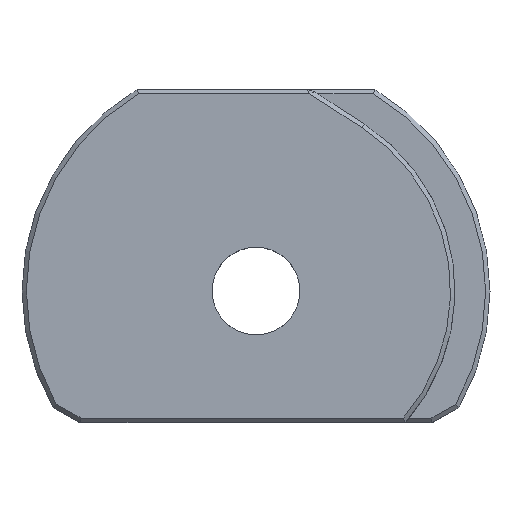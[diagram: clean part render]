
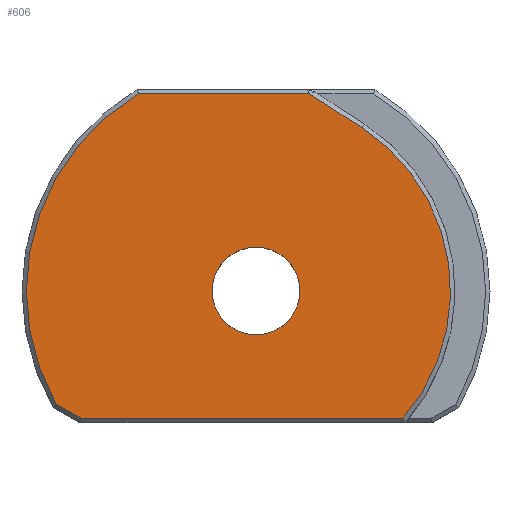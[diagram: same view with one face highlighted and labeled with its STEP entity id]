
A CAD part, top view. The second image highlights one B-rep face of the part: STEP entity #606.
In plain terms, the highlighted planar face has unit normal (0, 0, 1).
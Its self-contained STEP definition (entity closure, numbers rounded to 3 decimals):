
#103=FACE_BOUND('',#191,.T.);
#128=PLANE('',#674);
#158=FACE_OUTER_BOUND('',#190,.T.);
#190=EDGE_LOOP('',(#544,#545,#546,#547,#548,#549));
#191=EDGE_LOOP('',(#550));
#236=LINE('',#1046,#281);
#238=LINE('',#1050,#283);
#242=LINE('',#1062,#287);
#243=LINE('',#1067,#288);
#281=VECTOR('',#788,10.);
#283=VECTOR('',#792,10.);
#287=VECTOR('',#798,10.);
#288=VECTOR('',#807,10.);
#308=CIRCLE('',#659,26.2);
#309=CIRCLE('',#665,22.2);
#312=CIRCLE('',#675,5.);
#349=VERTEX_POINT('',#1027);
#350=VERTEX_POINT('',#1028);
#352=VERTEX_POINT('',#1041);
#353=VERTEX_POINT('',#1045);
#354=VERTEX_POINT('',#1049);
#357=VERTEX_POINT('',#1059);
#361=VERTEX_POINT('',#1086);
#404=EDGE_CURVE('',#349,#350,#308,.T.);
#410=EDGE_CURVE('',#350,#353,#236,.T.);
#412=EDGE_CURVE('',#353,#354,#238,.T.);
#417=EDGE_CURVE('',#357,#352,#242,.T.);
#418=EDGE_CURVE('',#354,#357,#309,.T.);
#420=EDGE_CURVE('',#352,#349,#243,.T.);
#430=EDGE_CURVE('',#361,#361,#312,.T.);
#544=ORIENTED_EDGE('',*,*,#417,.T.);
#545=ORIENTED_EDGE('',*,*,#420,.T.);
#546=ORIENTED_EDGE('',*,*,#404,.T.);
#547=ORIENTED_EDGE('',*,*,#410,.T.);
#548=ORIENTED_EDGE('',*,*,#412,.T.);
#549=ORIENTED_EDGE('',*,*,#418,.T.);
#550=ORIENTED_EDGE('',*,*,#430,.F.);
#606=ADVANCED_FACE('',(#158,#103),#128,.T.);
#659=AXIS2_PLACEMENT_3D('',#1029,#779,#780);
#665=AXIS2_PLACEMENT_3D('',#1064,#801,#802);
#674=AXIS2_PLACEMENT_3D('',#1085,#828,#829);
#675=AXIS2_PLACEMENT_3D('',#1087,#830,#831);
#779=DIRECTION('center_axis',(0.,0.,1.));
#780=DIRECTION('ref_axis',(-1.,0.,0.));
#788=DIRECTION('',(0.875,-0.485,0.));
#792=DIRECTION('',(1.,0.,0.));
#798=DIRECTION('',(-0.838,0.546,0.));
#801=DIRECTION('center_axis',(0.,0.,1.));
#802=DIRECTION('ref_axis',(0.546,0.838,0.));
#807=DIRECTION('',(-1.,0.,0.));
#828=DIRECTION('center_axis',(0.,0.,1.));
#829=DIRECTION('ref_axis',(1.,0.,0.));
#830=DIRECTION('center_axis',(0.,0.,1.));
#831=DIRECTION('ref_axis',(-1.,0.,0.));
#1027=CARTESIAN_POINT('',(-13.423,22.5,15.));
#1028=CARTESIAN_POINT('',(-22.784,-12.935,15.));
#1029=CARTESIAN_POINT('Origin',(0.,0.,15.));
#1041=CARTESIAN_POINT('',(6.13,22.5,15.));
#1045=CARTESIAN_POINT('',(-19.959,-14.5,15.));
#1046=CARTESIAN_POINT('',(-15.53,-16.953,15.));
#1049=CARTESIAN_POINT('',(16.81,-14.5,15.));
#1050=CARTESIAN_POINT('',(-10.294,-14.5,15.));
#1059=CARTESIAN_POINT('',(12.114,18.603,15.));
#1062=CARTESIAN_POINT('',(9.587,20.249,15.));
#1064=CARTESIAN_POINT('Origin',(0.,0.,15.));
#1067=CARTESIAN_POINT('',(7.53,22.5,15.));
#1085=CARTESIAN_POINT('Origin',(1.5,0.,15.));
#1086=CARTESIAN_POINT('',(5.,0.,15.));
#1087=CARTESIAN_POINT('Origin',(0.,0.,15.));
